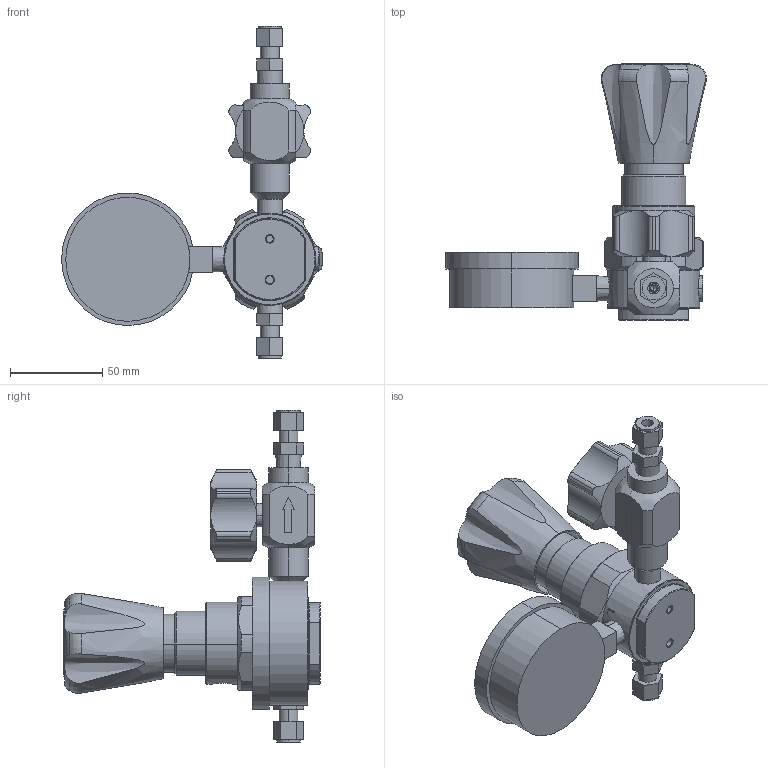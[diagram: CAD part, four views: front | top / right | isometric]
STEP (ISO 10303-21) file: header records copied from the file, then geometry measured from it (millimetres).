
FILE_DESCRIPTION((''),'2;1');
FILE_NAME('M3420A_ASM','2019-03-14T',('dlachman'),('MATHESON TRI-GAS'),'CREO PARAMETRIC BY PTC INC, 2018220','CREO PARAMETRIC BY PTC INC, 2018220','');
FILE_SCHEMA(('CONFIG_CONTROL_DESIGN'));
Length unit declared in the file: inch
Products named in the file (6): MREG-6000-BA; MPLU-0074-BO; MVLV-0820-BA; MCON-0213-BO; MGAG-0026-BA; M3420A_ASM
Assembly tree (6 placements, depth 2):
  M3420A_ASM
    MREG-6000-BA
    MPLU-0074-BO
    MVLV-0820-BA
    MCON-0213-BO  x2
    MGAG-0026-BA
Bounding box: 141.57 x 139.02 x 180.17 mm (x, y, z)
Volume: 365284.1 mm3; surface area: 78097.2 mm2
Topology: 7 solids, 7 shells, 379 faces, 926 edges, 593 vertices
Faces by surface type: plane 154, cylinder 111, cone 80, torus 24, extrusion 6, bspline 4
Entity records: 12004 total; most frequent: CARTESIAN_POINT 3670, DIRECTION 1702, ORIENTED_EDGE 1700, EDGE_CURVE 850, AXIS2_PLACEMENT_3D 654, VERTEX_POINT 549, VECTOR 394, EDGE_LOOP 393
